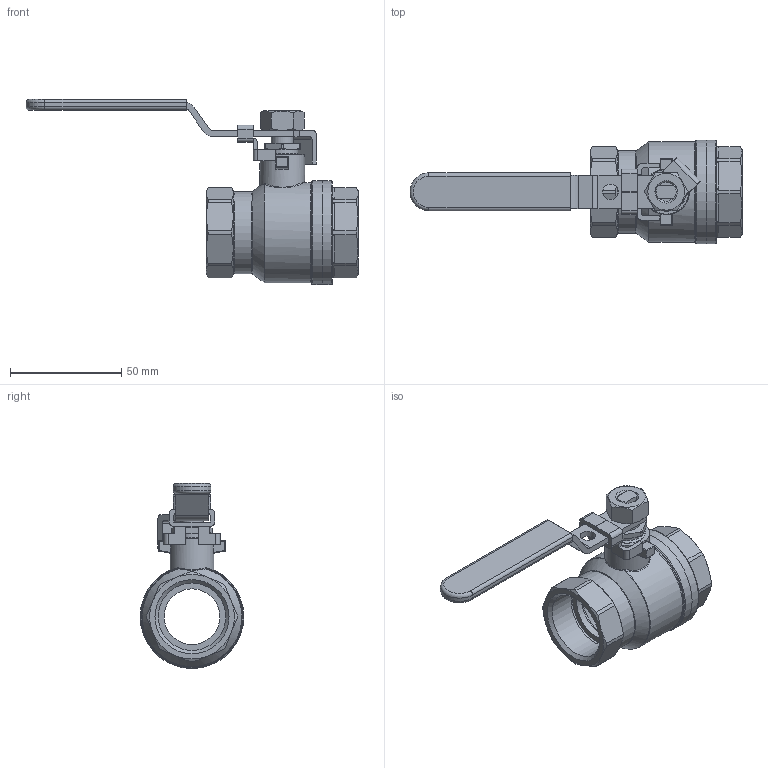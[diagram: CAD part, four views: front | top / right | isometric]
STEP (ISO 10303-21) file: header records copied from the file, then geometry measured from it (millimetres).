
FILE_DESCRIPTION(/* description */ ('Unknown'),/* implementation_level */ '2;1');
FILE_NAME(/* name */ '9360-06',/* time_stamp */ '2022-07-04T08:39:37+02:00',/* author */ ('Unknown'),/* organization */ ('Unknown'),/* preprocessor_version */ 'ST-DEVELOPER v16.7',/* originating_system */ 'Solid Edge',/* authorisation */ 'Unknown');
FILE_SCHEMA (('AUTOMOTIVE_DESIGN {1 0 10303 214 3 1 1}'));
Length unit declared in the file: millimetre
Products named in the file (15): 9360-06; 9380_1_oa_0; Körper__1; Spindel-Zusammanbau__1_oa_1; Spindel__1; Stopfbuchse__1; Einschraubteil__1; Edelstahlgriff-1; Sch-Lasche.1; Edelst-Griff-1; Edelst-Griff-u-1; 600-1-Mutter-st.g.
Assembly tree (14 placements, depth 4):
  9360-06
    9380_1_oa_0
      Körper__1
      Spindel-Zusammanbau__1_oa_1
        Spindel__1
      Stopfbuchse__1
      Einschraubteil__1
    Edelstahlgriff-1
      Sch-Lasche.1
        Sch-Lasche.1
      Edelst-Griff-1
        Edelst-Griff-1
      Edelst-Griff-u-1
        Edelst-Griff-u-1
    600-1-Mutter-st.g.
Bounding box: 149 x 46.5 x 83.05 mm (x, y, z)
Volume: 51024.6 mm3; surface area: 39675.8 mm2
Topology: 8 solids, 8 shells, 328 faces, 812 edges, 509 vertices
Faces by surface type: plane 131, cylinder 107, cone 57, bspline 14, torus 10, sphere 9
Full cylindrical faces by diameter (mm): 7 x1, 8.5 x1, 10 x2, 10.3 x1, 14 x1, 14.376 x2, 14.5 x1, 15 x1, 16 x1, 20 x1, 25 x2, 30.291 x4, 32.6 x1, 33 x1, 37 x1, 38.376 x1, 40 x2, 40.6 x1, 44.2 x1, 45 x1, 46.5 x2
Entity records: 12229 total; most frequent: CARTESIAN_POINT 3051, DIRECTION 1528, ORIENTED_EDGE 1452, EDGE_CURVE 726, AXIS2_PLACEMENT_3D 607, VERTEX_POINT 481, EDGE_LOOP 409, FACE_BOUND 409
